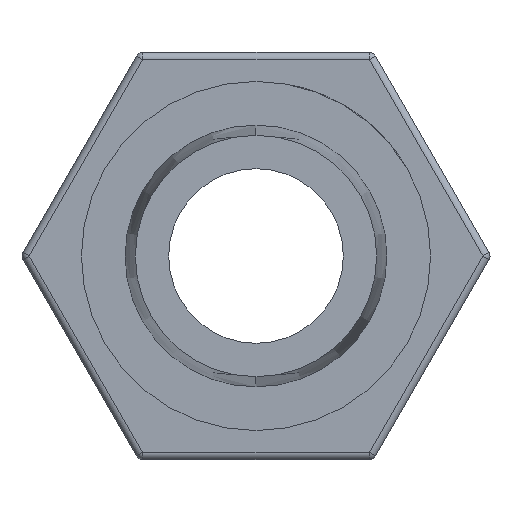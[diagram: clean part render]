
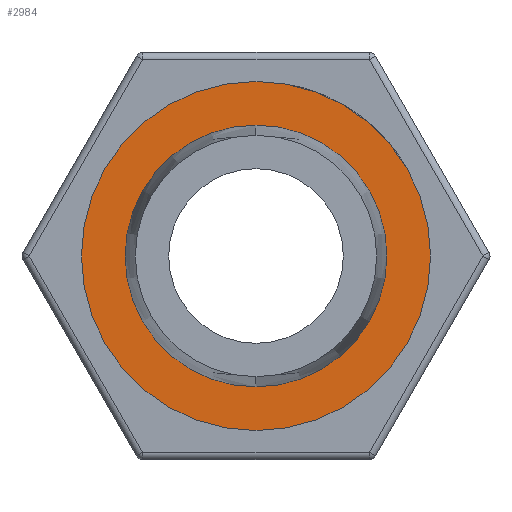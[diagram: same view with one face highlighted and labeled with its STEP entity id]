
A CAD part, left-side view. The second image highlights one B-rep face of the part: STEP entity #2984.
In plain terms, the highlighted planar face has unit normal (-1, 0, 0).
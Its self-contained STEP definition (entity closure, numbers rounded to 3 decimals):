
#142 = CIRCLE ( 'NONE', #900, 4.5 ) ;
#155 = CIRCLE ( 'NONE', #999, 6. ) ;
#159 = AXIS2_PLACEMENT_3D ( 'NONE', #1223, #2993, #1686 ) ;
#742 = VERTEX_POINT ( 'NONE', #1345 ) ;
#900 = AXIS2_PLACEMENT_3D ( 'NONE', #3198, #4126, #5523 ) ;
#911 = CARTESIAN_POINT ( 'NONE',  ( 7.5, 0., 6. ) ) ;
#960 = ORIENTED_EDGE ( 'NONE', *, *, #1379, .F. ) ;
#999 = AXIS2_PLACEMENT_3D ( 'NONE', #4453, #2194, #3094 ) ;
#1188 = DIRECTION ( 'NONE',  ( 0., 0., -1. ) ) ;
#1223 = CARTESIAN_POINT ( 'NONE',  ( 7.5, 0., 0. ) ) ;
#1295 = EDGE_LOOP ( 'NONE', ( #5592, #960 ) ) ;
#1345 = CARTESIAN_POINT ( 'NONE',  ( 7.5, 0., 4.5 ) ) ;
#1379 = EDGE_CURVE ( 'NONE', #3754, #742, #142, .T. ) ;
#1648 = AXIS2_PLACEMENT_3D ( 'NONE', #3502, #3448, #1188 ) ;
#1686 = DIRECTION ( 'NONE',  ( 0., 0., 1. ) ) ;
#1743 = DIRECTION ( 'NONE',  ( -1., 0., 0. ) ) ;
#1933 = AXIS2_PLACEMENT_3D ( 'NONE', #5285, #1743, #3898 ) ;
#2094 = VERTEX_POINT ( 'NONE', #4842 ) ;
#2194 = DIRECTION ( 'NONE',  ( -1., 0., 0. ) ) ;
#2670 = CIRCLE ( 'NONE', #159, 6. ) ;
#2963 = CIRCLE ( 'NONE', #1933, 4.5 ) ;
#2984 = ADVANCED_FACE ( 'NONE', ( #5161, #5661 ), #3830, .F. ) ;
#2993 = DIRECTION ( 'NONE',  ( -1., 0., 0. ) ) ;
#3094 = DIRECTION ( 'NONE',  ( 0., 0., 1. ) ) ;
#3198 = CARTESIAN_POINT ( 'NONE',  ( 7.5, 0., 0. ) ) ;
#3412 = EDGE_CURVE ( 'NONE', #5153, #2094, #155, .T. ) ;
#3448 = DIRECTION ( 'NONE',  ( 1., 0., 0. ) ) ;
#3502 = CARTESIAN_POINT ( 'NONE',  ( 7.5, 4.5, 0. ) ) ;
#3572 = CARTESIAN_POINT ( 'NONE',  ( 7.5, 0., -4.5 ) ) ;
#3754 = VERTEX_POINT ( 'NONE', #3572 ) ;
#3830 = PLANE ( 'NONE',  #1648 ) ;
#3898 = DIRECTION ( 'NONE',  ( 0., 0., 1. ) ) ;
#4126 = DIRECTION ( 'NONE',  ( -1., 0., 0. ) ) ;
#4145 = ORIENTED_EDGE ( 'NONE', *, *, #3412, .T. ) ;
#4229 = EDGE_LOOP ( 'NONE', ( #4145, #5259 ) ) ;
#4453 = CARTESIAN_POINT ( 'NONE',  ( 7.5, 0., 0. ) ) ;
#4710 = EDGE_CURVE ( 'NONE', #2094, #5153, #2670, .T. ) ;
#4842 = CARTESIAN_POINT ( 'NONE',  ( 7.5, 0., -6. ) ) ;
#5153 = VERTEX_POINT ( 'NONE', #911 ) ;
#5161 = FACE_BOUND ( 'NONE', #1295, .T. ) ;
#5259 = ORIENTED_EDGE ( 'NONE', *, *, #4710, .T. ) ;
#5285 = CARTESIAN_POINT ( 'NONE',  ( 7.5, 0., 0. ) ) ;
#5461 = EDGE_CURVE ( 'NONE', #742, #3754, #2963, .T. ) ;
#5523 = DIRECTION ( 'NONE',  ( 0., 0., 1. ) ) ;
#5592 = ORIENTED_EDGE ( 'NONE', *, *, #5461, .F. ) ;
#5661 = FACE_OUTER_BOUND ( 'NONE', #4229, .T. ) ;
